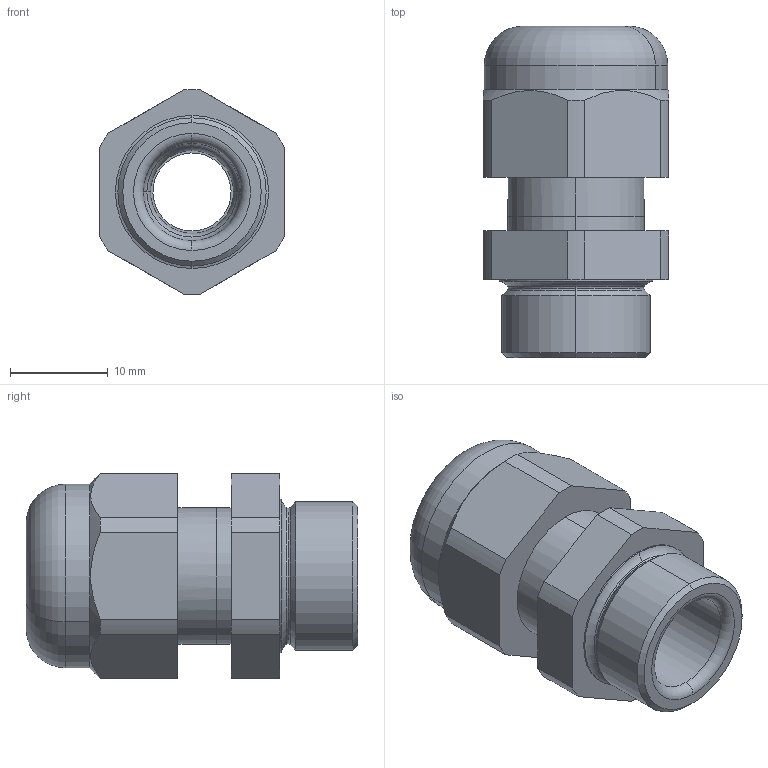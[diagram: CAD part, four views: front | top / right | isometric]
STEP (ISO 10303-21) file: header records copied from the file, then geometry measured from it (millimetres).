
FILE_DESCRIPTION (( 'STEP AP214' ), '1' );
FILE_NAME ('2022613.STP', '2017-09-28T07:00:08', ( '' ), ( '' ), 'SwSTEP 2.0', 'SolidWorks 2016', '' );
FILE_SCHEMA (( 'AUTOMOTIVE_DESIGN' ));
Length unit declared in the file: millimetre
Products named in the file (4): EV131-09-02_Pg9 Standard; EV501_PG09; EV111-09-01_Gewindedarstellung; 2022613
Assembly tree (3 placements, depth 2):
  2022613
    EV111-09-01_Gewindedarstellung
    EV501_PG09
    EV131-09-02_Pg9 Standard
Bounding box: 19 x 34 x 21 mm (x, y, z)
Volume: 5645.7 mm3; surface area: 5408.5 mm2
Topology: 3 solids, 3 shells, 225 faces, 609 edges, 392 vertices
Faces by surface type: cylinder 96, plane 80, torus 28, cone 21
Entity records: 7556 total; most frequent: CARTESIAN_POINT 1792, ORIENTED_EDGE 1218, DIRECTION 1191, EDGE_CURVE 609, AXIS2_PLACEMENT_3D 477, VERTEX_POINT 392, CIRCLE 246, VECTOR 237
